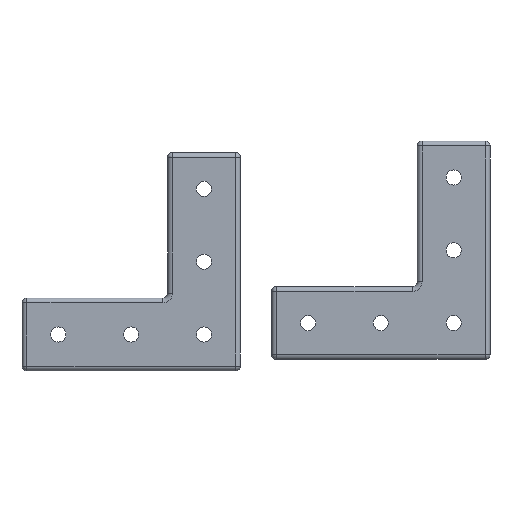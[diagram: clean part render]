
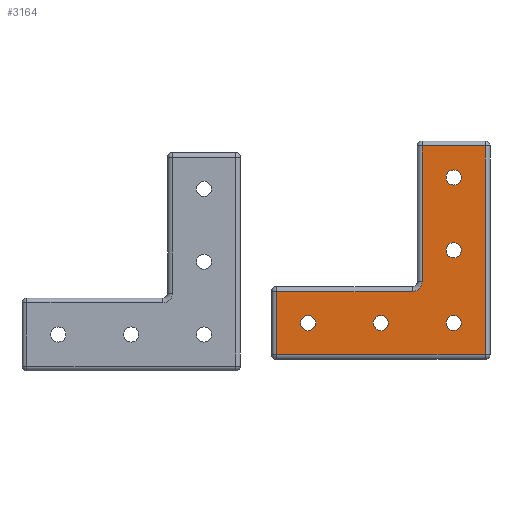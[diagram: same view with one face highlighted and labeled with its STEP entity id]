
A CAD part, front view. The second image highlights one B-rep face of the part: STEP entity #3164.
In plain terms, the highlighted planar face has unit normal (0, -1, 0).
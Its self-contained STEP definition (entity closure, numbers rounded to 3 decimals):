
#94=FACE_BOUND('',#504,.T.);
#95=FACE_BOUND('',#505,.T.);
#96=FACE_BOUND('',#506,.T.);
#97=FACE_BOUND('',#507,.T.);
#98=FACE_BOUND('',#508,.T.);
#123=CIRCLE('',#3355,4.);
#154=CIRCLE('',#3421,3.1);
#155=CIRCLE('',#3422,3.1);
#156=CIRCLE('',#3423,3.1);
#157=CIRCLE('',#3424,3.1);
#158=CIRCLE('',#3425,3.1);
#298=FACE_OUTER_BOUND('',#503,.T.);
#503=EDGE_LOOP('',(#2455,#2456,#2457,#2458,#2459,#2460,#2461));
#504=EDGE_LOOP('',(#2462));
#505=EDGE_LOOP('',(#2463));
#506=EDGE_LOOP('',(#2464));
#507=EDGE_LOOP('',(#2465));
#508=EDGE_LOOP('',(#2466));
#782=LINE('',#4925,#1136);
#784=LINE('',#4928,#1138);
#786=LINE('',#4931,#1140);
#789=LINE('',#4936,#1143);
#791=LINE('',#4939,#1145);
#793=LINE('',#4942,#1147);
#1136=VECTOR('',#3981,10.);
#1138=VECTOR('',#3985,10.);
#1140=VECTOR('',#3989,10.);
#1143=VECTOR('',#3996,10.);
#1145=VECTOR('',#4000,10.);
#1147=VECTOR('',#4004,10.);
#1428=VERTEX_POINT('',#4818);
#1431=VERTEX_POINT('',#4825);
#1433=VERTEX_POINT('',#4829);
#1437=VERTEX_POINT('',#4843);
#1440=VERTEX_POINT('',#4850);
#1447=VERTEX_POINT('',#4877);
#1450=VERTEX_POINT('',#4884);
#1458=VERTEX_POINT('',#4951);
#1459=VERTEX_POINT('',#4953);
#1460=VERTEX_POINT('',#4955);
#1461=VERTEX_POINT('',#4957);
#1462=VERTEX_POINT('',#4959);
#1745=EDGE_CURVE('',#1433,#1431,#123,.T.);
#1793=EDGE_CURVE('',#1440,#1450,#782,.T.);
#1795=EDGE_CURVE('',#1450,#1447,#784,.T.);
#1797=EDGE_CURVE('',#1447,#1437,#786,.T.);
#1800=EDGE_CURVE('',#1431,#1440,#789,.T.);
#1802=EDGE_CURVE('',#1437,#1428,#791,.T.);
#1804=EDGE_CURVE('',#1428,#1433,#793,.T.);
#1806=EDGE_CURVE('',#1458,#1458,#154,.T.);
#1807=EDGE_CURVE('',#1459,#1459,#155,.T.);
#1808=EDGE_CURVE('',#1460,#1460,#156,.T.);
#1809=EDGE_CURVE('',#1461,#1461,#157,.T.);
#1810=EDGE_CURVE('',#1462,#1462,#158,.T.);
#2455=ORIENTED_EDGE('',*,*,#1793,.F.);
#2456=ORIENTED_EDGE('',*,*,#1800,.F.);
#2457=ORIENTED_EDGE('',*,*,#1745,.F.);
#2458=ORIENTED_EDGE('',*,*,#1804,.F.);
#2459=ORIENTED_EDGE('',*,*,#1802,.F.);
#2460=ORIENTED_EDGE('',*,*,#1797,.F.);
#2461=ORIENTED_EDGE('',*,*,#1795,.F.);
#2462=ORIENTED_EDGE('',*,*,#1806,.T.);
#2463=ORIENTED_EDGE('',*,*,#1807,.T.);
#2464=ORIENTED_EDGE('',*,*,#1808,.T.);
#2465=ORIENTED_EDGE('',*,*,#1809,.T.);
#2466=ORIENTED_EDGE('',*,*,#1810,.T.);
#3006=PLANE('',#3420);
#3164=ADVANCED_FACE('',(#298,#94,#95,#96,#97,#98),#3006,.F.);
#3355=AXIS2_PLACEMENT_3D('',#4831,#3858,#3859);
#3420=AXIS2_PLACEMENT_3D('',#4950,#4018,#4019);
#3421=AXIS2_PLACEMENT_3D('',#4952,#4020,#4021);
#3422=AXIS2_PLACEMENT_3D('',#4954,#4022,#4023);
#3423=AXIS2_PLACEMENT_3D('',#4956,#4024,#4025);
#3424=AXIS2_PLACEMENT_3D('',#4958,#4026,#4027);
#3425=AXIS2_PLACEMENT_3D('',#4960,#4028,#4029);
#3858=DIRECTION('center_axis',(0.,-1.,0.));
#3859=DIRECTION('ref_axis',(0.707,0.,-0.707));
#3981=DIRECTION('',(1.,0.,0.));
#3985=DIRECTION('',(0.,0.,-1.));
#3989=DIRECTION('',(-1.,0.,0.));
#3996=DIRECTION('',(0.,0.,1.));
#4000=DIRECTION('',(0.,0.,1.));
#4004=DIRECTION('',(1.,0.,0.));
#4018=DIRECTION('center_axis',(0.,1.,0.));
#4019=DIRECTION('ref_axis',(1.,0.,0.));
#4020=DIRECTION('center_axis',(0.,1.,0.));
#4021=DIRECTION('ref_axis',(1.,0.,0.));
#4022=DIRECTION('center_axis',(0.,1.,0.));
#4023=DIRECTION('ref_axis',(1.,0.,0.));
#4024=DIRECTION('center_axis',(0.,1.,0.));
#4025=DIRECTION('ref_axis',(1.,0.,0.));
#4026=DIRECTION('center_axis',(0.,1.,0.));
#4027=DIRECTION('ref_axis',(1.,0.,0.));
#4028=DIRECTION('center_axis',(0.,1.,0.));
#4029=DIRECTION('ref_axis',(1.,0.,0.));
#4818=CARTESIAN_POINT('',(171.419,-5.644,-51.069));
#4825=CARTESIAN_POINT('',(231.419,-5.644,-47.069));
#4829=CARTESIAN_POINT('',(227.419,-5.644,-51.069));
#4831=CARTESIAN_POINT('Origin',(227.419,-5.644,-47.069));
#4843=CARTESIAN_POINT('',(171.419,-5.644,-77.069));
#4850=CARTESIAN_POINT('',(231.419,-5.644,8.931));
#4877=CARTESIAN_POINT('',(257.419,-5.644,-77.069));
#4884=CARTESIAN_POINT('',(257.419,-5.644,8.931));
#4925=CARTESIAN_POINT('',(221.919,-5.644,8.931));
#4928=CARTESIAN_POINT('',(257.419,-5.644,-11.569));
#4931=CARTESIAN_POINT('',(236.919,-5.644,-77.069));
#4936=CARTESIAN_POINT('',(231.419,-5.644,-41.569));
#4939=CARTESIAN_POINT('',(171.419,-5.644,-56.569));
#4942=CARTESIAN_POINT('',(191.919,-5.644,-51.069));
#4950=CARTESIAN_POINT('Origin',(214.419,-5.644,-34.069));
#4951=CARTESIAN_POINT('',(211.319,-5.644,-64.069));
#4952=CARTESIAN_POINT('Origin',(214.419,-5.644,-64.069));
#4953=CARTESIAN_POINT('',(241.319,-5.644,-64.069));
#4954=CARTESIAN_POINT('Origin',(244.419,-5.644,-64.069));
#4955=CARTESIAN_POINT('',(241.319,-5.644,-4.069));
#4956=CARTESIAN_POINT('Origin',(244.419,-5.644,-4.069));
#4957=CARTESIAN_POINT('',(241.319,-5.644,-34.069));
#4958=CARTESIAN_POINT('Origin',(244.419,-5.644,-34.069));
#4959=CARTESIAN_POINT('',(181.319,-5.644,-64.069));
#4960=CARTESIAN_POINT('Origin',(184.419,-5.644,-64.069));
